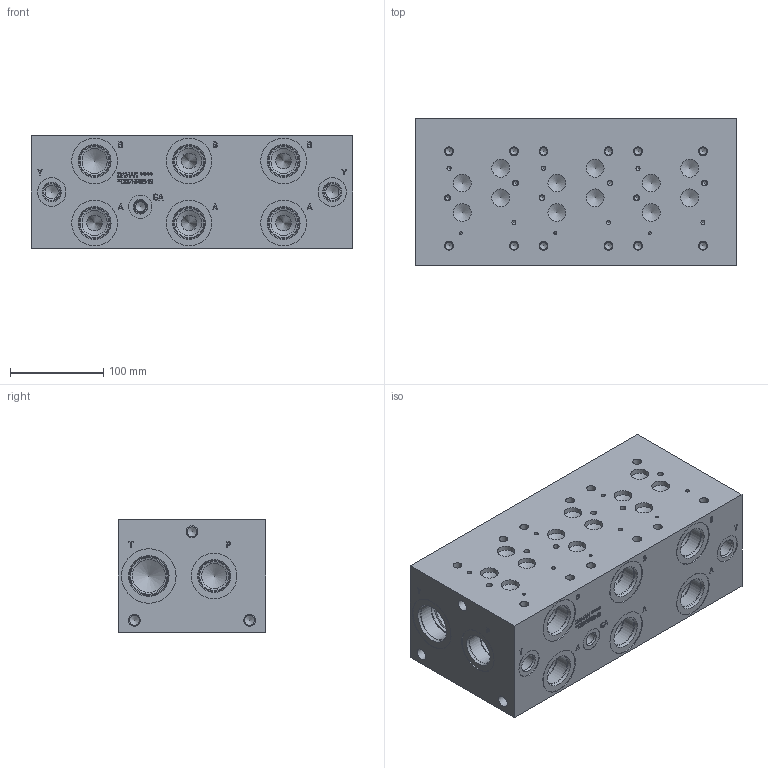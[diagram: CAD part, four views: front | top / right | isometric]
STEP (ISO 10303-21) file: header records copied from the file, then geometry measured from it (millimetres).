
FILE_DESCRIPTION(/* description */ (''),/* implementation_level */ '2;1');
FILE_NAME(/* name */ '_D07HP034S.stp',/* time_stamp */ '2022-10-24T15:09:21-04:00',/* author */ ('mikeh'),/* organization */ (''),/* preprocessor_version */ 'ST-DEVELOPER v18',/* originating_system */ 'Autodesk Inventor 2020',/* authorisation */ '');
FILE_SCHEMA (('AUTOMOTIVE_DESIGN { 1 0 10303 214 3 1 1 }'));
Length unit declared in the file: millimetre
Products named in the file (1): Part_AD07HP034S_3D
Bounding box: 346.07 x 158.75 x 120.65 mm (x, y, z)
Volume: 6202436.2 mm3; surface area: 298341.6 mm2
Topology: 1 solids, 1 shells, 844 faces, 2288 edges, 1549 vertices
Faces by surface type: plane 440, bspline 155, cylinder 140, cone 109
Full cylindrical faces by diameter (mm): 3.175 x3, 4.343 x6, 5.105 x6, 6.35 x6, 7.925 x12, 9.525 x12, 10.719 x7, 12.7 x6, 12.9 x1, 14.275 x3, 14.529 x1, 17.501 x2, 19.05 x14, 19.253 x2, 25.019 x1, 27 x8, 30.632 x2, 31.267 x8, 33.34 x2, 33.35 x6, 33.757 x8, 35.509 x6, 35.712 x2, 39.218 x2, 41.275 x1, 41.28 x1, 41.758 x1, 43.51 x1, 49.124 x8, 58.572 x2
Entity records: 27794 total; most frequent: CARTESIAN_POINT 6639, ORIENTED_EDGE 4460, DIRECTION 3811, EDGE_CURVE 2230, VERTEX_POINT 1549, LINE 1409, VECTOR 1409, AXIS2_PLACEMENT_3D 1201
